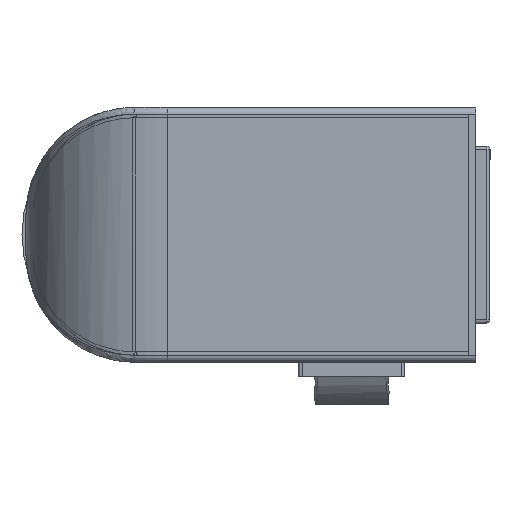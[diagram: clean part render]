
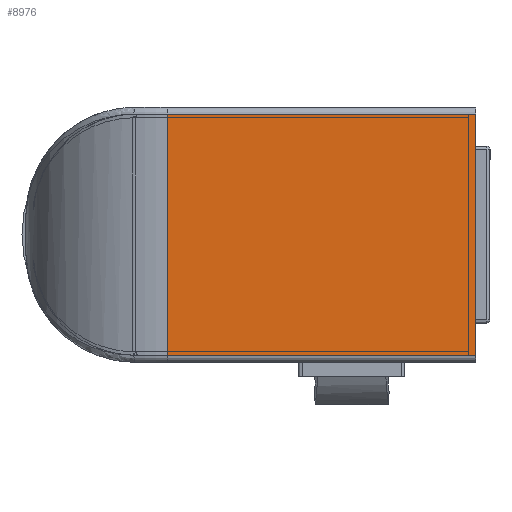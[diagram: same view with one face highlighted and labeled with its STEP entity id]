
A CAD part, left-side view. The second image highlights one B-rep face of the part: STEP entity #8976.
In plain terms, the highlighted planar face has unit normal (-1, 0, 0).
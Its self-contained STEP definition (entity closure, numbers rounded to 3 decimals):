
#461 = VECTOR ( 'NONE', #2561, 1000. ) ;
#567 = CARTESIAN_POINT ( 'NONE',  ( -639.5, -1.8, 17. ) ) ;
#713 = CARTESIAN_POINT ( 'NONE',  ( -639.5, -1.8, -17. ) ) ;
#850 = DIRECTION ( 'NONE',  ( 0., -1., 0. ) ) ;
#1039 = CARTESIAN_POINT ( 'NONE',  ( -639.5, -1.8, 17. ) ) ;
#1664 = ORIENTED_EDGE ( 'NONE', *, *, #2432, .F. ) ;
#1720 = VERTEX_POINT ( 'NONE', #567 ) ;
#2054 = VERTEX_POINT ( 'NONE', #3188 ) ;
#2432 = EDGE_CURVE ( 'NONE', #6842, #1720, #2714, .T. ) ;
#2561 = DIRECTION ( 'NONE',  ( 0., 0., -1. ) ) ;
#2714 = LINE ( 'NONE', #1039, #4038 ) ;
#2852 = ORIENTED_EDGE ( 'NONE', *, *, #6404, .F. ) ;
#2955 = ORIENTED_EDGE ( 'NONE', *, *, #3106, .T. ) ;
#3106 = EDGE_CURVE ( 'NONE', #6842, #2054, #7009, .T. ) ;
#3188 = CARTESIAN_POINT ( 'NONE',  ( -639.5, 41.7, -17. ) ) ;
#3308 = EDGE_CURVE ( 'NONE', #9370, #2054, #8251, .T. ) ;
#3757 = DIRECTION ( 'NONE',  ( 0., 0., -1. ) ) ;
#4038 = VECTOR ( 'NONE', #850, 1000. ) ;
#4174 = LINE ( 'NONE', #8604, #461 ) ;
#4364 = CARTESIAN_POINT ( 'NONE',  ( -639.5, -1.8, 18. ) ) ;
#4495 = CARTESIAN_POINT ( 'NONE',  ( -639.5, 41.7, 18. ) ) ;
#5048 = VECTOR ( 'NONE', #5414, 1000. ) ;
#5328 = DIRECTION ( 'NONE',  ( 1., 0., 0. ) ) ;
#5414 = DIRECTION ( 'NONE',  ( 0., 1., 0. ) ) ;
#6404 = EDGE_CURVE ( 'NONE', #1720, #9370, #4174, .T. ) ;
#6659 = PLANE ( 'NONE',  #9240 ) ;
#6842 = VERTEX_POINT ( 'NONE', #8305 ) ;
#7009 = LINE ( 'NONE', #4495, #9283 ) ;
#7172 = EDGE_LOOP ( 'NONE', ( #2852, #1664, #2955, #8790 ) ) ;
#8110 = CARTESIAN_POINT ( 'NONE',  ( -639.5, -1.8, -17. ) ) ;
#8251 = LINE ( 'NONE', #713, #5048 ) ;
#8305 = CARTESIAN_POINT ( 'NONE',  ( -639.5, 41.7, 17. ) ) ;
#8604 = CARTESIAN_POINT ( 'NONE',  ( -639.5, -1.8, 18. ) ) ;
#8790 = ORIENTED_EDGE ( 'NONE', *, *, #3308, .F. ) ;
#8976 = ADVANCED_FACE ( 'NONE', ( #9441 ), #6659, .F. ) ;
#9240 = AXIS2_PLACEMENT_3D ( 'NONE', #4364, #5328, #9877 ) ;
#9283 = VECTOR ( 'NONE', #3757, 1000. ) ;
#9370 = VERTEX_POINT ( 'NONE', #8110 ) ;
#9441 = FACE_OUTER_BOUND ( 'NONE', #7172, .T. ) ;
#9877 = DIRECTION ( 'NONE',  ( 0., 0., 1. ) ) ;
